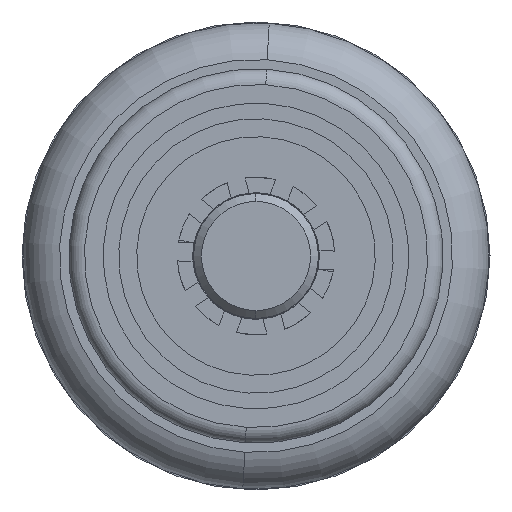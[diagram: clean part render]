
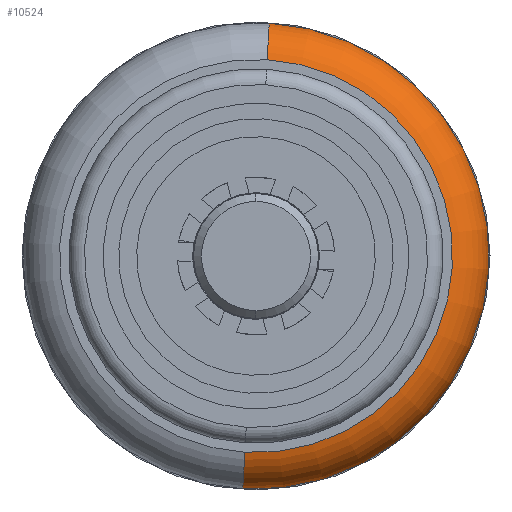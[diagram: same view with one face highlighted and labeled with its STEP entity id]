
A CAD part, left-side view. The second image highlights one B-rep face of the part: STEP entity #10524.
In plain terms, the highlighted toroidal (fillet/blend) face has major radius 11.95 mm and minor radius 3 mm.
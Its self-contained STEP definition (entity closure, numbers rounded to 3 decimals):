
#79 = EDGE_CURVE ( 'NONE', #4597, #22084, #12083, .T. ) ;
#591 = VERTEX_POINT ( 'NONE', #12229 ) ;
#1872 = DIRECTION ( 'NONE',  ( 0., -0.057, 0.998 ) ) ;
#2267 = AXIS2_PLACEMENT_3D ( 'NONE', #3412, #17604, #17355 ) ;
#2270 = DIRECTION ( 'NONE',  ( 0., -0.057, 0.998 ) ) ;
#2700 = CARTESIAN_POINT ( 'NONE',  ( 12., 0., 0. ) ) ;
#2953 = ORIENTED_EDGE ( 'NONE', *, *, #6255, .T. ) ;
#3412 = CARTESIAN_POINT ( 'NONE',  ( 14.929, 0.679, -11.931 ) ) ;
#4597 = VERTEX_POINT ( 'NONE', #13806 ) ;
#4794 = ORIENTED_EDGE ( 'NONE', *, *, #79, .F. ) ;
#5896 = CIRCLE ( 'NONE', #12497, 14.95 ) ;
#6255 = EDGE_CURVE ( 'NONE', #591, #22084, #5896, .T. ) ;
#7546 = CARTESIAN_POINT ( 'NONE',  ( 14.929, -0.679, 11.931 ) ) ;
#7917 = DIRECTION ( 'NONE',  ( 0., 0.998, 0.057 ) ) ;
#8410 = AXIS2_PLACEMENT_3D ( 'NONE', #7546, #7917, #1872 ) ;
#10236 = DIRECTION ( 'NONE',  ( 0., -0.057, 0.998 ) ) ;
#10524 = ADVANCED_FACE ( 'NONE', ( #14230 ), #24990, .T. ) ;
#10562 = DIRECTION ( 'NONE',  ( 1., 0., 0. ) ) ;
#10604 = EDGE_CURVE ( 'NONE', #16379, #591, #20033, .T. ) ;
#11917 = CARTESIAN_POINT ( 'NONE',  ( 14.929, 0., 0. ) ) ;
#12083 = CIRCLE ( 'NONE', #8410, 3. ) ;
#12185 = DIRECTION ( 'NONE',  ( -1., 0., 0. ) ) ;
#12229 = CARTESIAN_POINT ( 'NONE',  ( 14.929, 0.849, -14.926 ) ) ;
#12497 = AXIS2_PLACEMENT_3D ( 'NONE', #16586, #12185, #2270 ) ;
#13806 = CARTESIAN_POINT ( 'NONE',  ( 12., -0.716, 12.58 ) ) ;
#13898 = CARTESIAN_POINT ( 'NONE',  ( 14.929, -0.849, 14.926 ) ) ;
#14230 = FACE_OUTER_BOUND ( 'NONE', #23629, .T. ) ;
#14653 = ORIENTED_EDGE ( 'NONE', *, *, #10604, .T. ) ;
#16379 = VERTEX_POINT ( 'NONE', #25072 ) ;
#16586 = CARTESIAN_POINT ( 'NONE',  ( 14.929, 0., 0. ) ) ;
#16996 = CIRCLE ( 'NONE', #23625, 12.6 ) ;
#17355 = DIRECTION ( 'NONE',  ( 0., 0.057, -0.998 ) ) ;
#17604 = DIRECTION ( 'NONE',  ( 0., -0.998, -0.057 ) ) ;
#18007 = DIRECTION ( 'NONE',  ( 1., 0., 0. ) ) ;
#20033 = CIRCLE ( 'NONE', #2267, 3. ) ;
#20817 = EDGE_CURVE ( 'NONE', #4597, #16379, #16996, .T. ) ;
#22084 = VERTEX_POINT ( 'NONE', #13898 ) ;
#22234 = ORIENTED_EDGE ( 'NONE', *, *, #20817, .T. ) ;
#22492 = AXIS2_PLACEMENT_3D ( 'NONE', #11917, #18007, #10236 ) ;
#23625 = AXIS2_PLACEMENT_3D ( 'NONE', #2700, #10562, #25073 ) ;
#23629 = EDGE_LOOP ( 'NONE', ( #22234, #14653, #2953, #4794 ) ) ;
#24990 = TOROIDAL_SURFACE ( 'NONE', #22492, 11.95, 3. ) ;
#25072 = CARTESIAN_POINT ( 'NONE',  ( 12., 0.716, -12.58 ) ) ;
#25073 = DIRECTION ( 'NONE',  ( 0., -0.057, 0.998 ) ) ;
